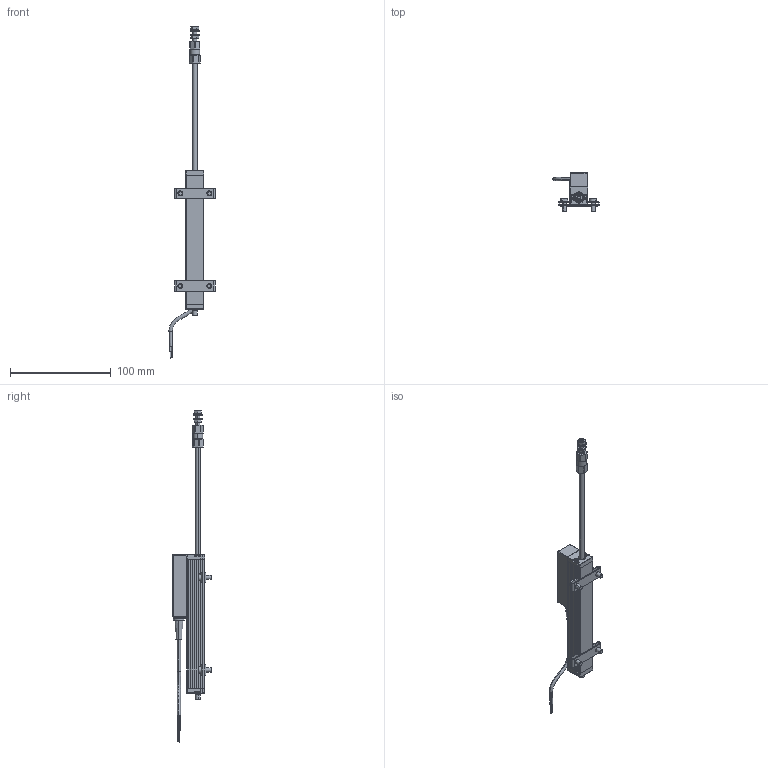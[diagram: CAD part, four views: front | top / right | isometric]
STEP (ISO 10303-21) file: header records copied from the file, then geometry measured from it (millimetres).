
FILE_DESCRIPTION (( 'STEP AP214' ), '1' );
FILE_NAME ('LS1-0100-001-cable-extend.step', '2012-06-14T09:37:53', ( 'dummy' ), ( '' ), 'SwSTEP 2.0', 'SolidWorks 2011', '' );
FILE_SCHEMA (( 'AUTOMOTIVE_DESIGN' ));
Length unit declared in the file: millimetre
Products named in the file (1): LS1-0100-001-cable-extend
Bounding box: 45.92 x 38.78 x 329.89 mm (x, y, z)
Surface area: 25428.6 mm2 (no closed solid volume)
Topology: 0 solids, 116 shells, 624 faces, 3248 edges, 2704 vertices
Faces by surface type: plane 324, cylinder 194, cone 86, torus 9, bspline 6, sphere 5
Entity records: 46252 total; most frequent: CARTESIAN_POINT 15398, DIRECTION 4533, ORIENTED_EDGE 4156, EDGE_CURVE 3247, VERTEX_POINT 2704, LINE 1853, VECTOR 1853, AXIS2_PLACEMENT_3D 1340
